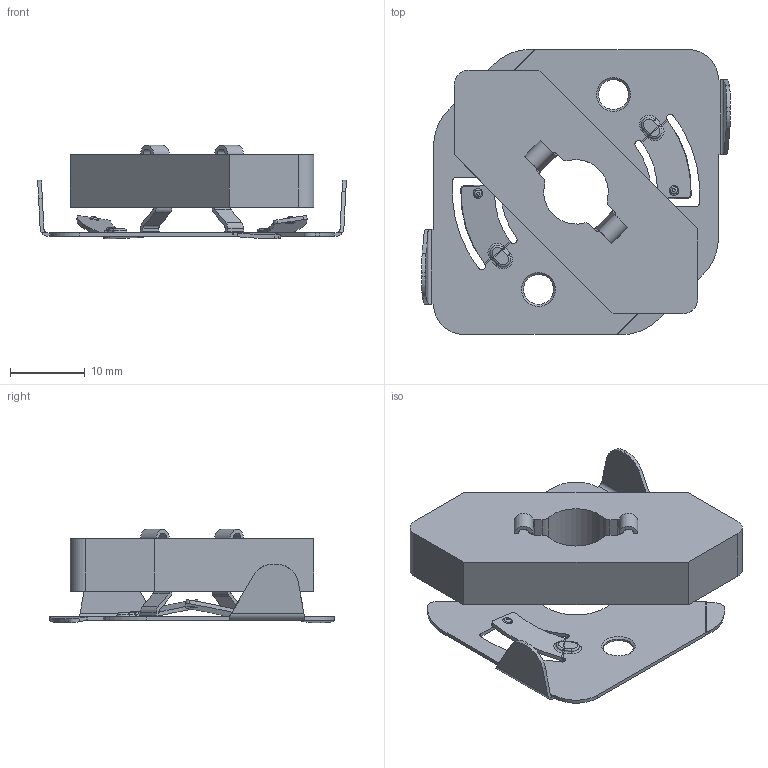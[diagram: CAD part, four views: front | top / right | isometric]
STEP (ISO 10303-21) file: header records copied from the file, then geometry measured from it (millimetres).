
FILE_DESCRIPTION((''),'2;1');
FILE_NAME('120786.stp','2010-08-06T13:33:52',('DMK009'),(''),'Autodesk Inventor 2010','Autodesk Inventor 2010','');
FILE_SCHEMA(('AUTOMOTIVE_DESIGN { 1 0 10303 214 1 1 1 1 }'));
Length unit declared in the file: millimetre
Products named in the file (1): 120786
Bounding box: 41.19 x 38.05 x 12.45 mm (x, y, z)
Volume: 4365.6 mm3; surface area: 4689 mm2
Topology: 1 solids, 1 shells, 271 faces, 705 edges, 436 vertices
Faces by surface type: cylinder 101, plane 94, bspline 64, torus 10, cone 2
Full cylindrical faces by diameter (mm): 4 x2, 11 x1
Entity records: 11394 total; most frequent: CARTESIAN_POINT 5036, ORIENTED_EDGE 1384, DIRECTION 1212, EDGE_CURVE 692, VERTEX_POINT 436, AXIS2_PLACEMENT_3D 432, VECTOR 348, LINE 348
